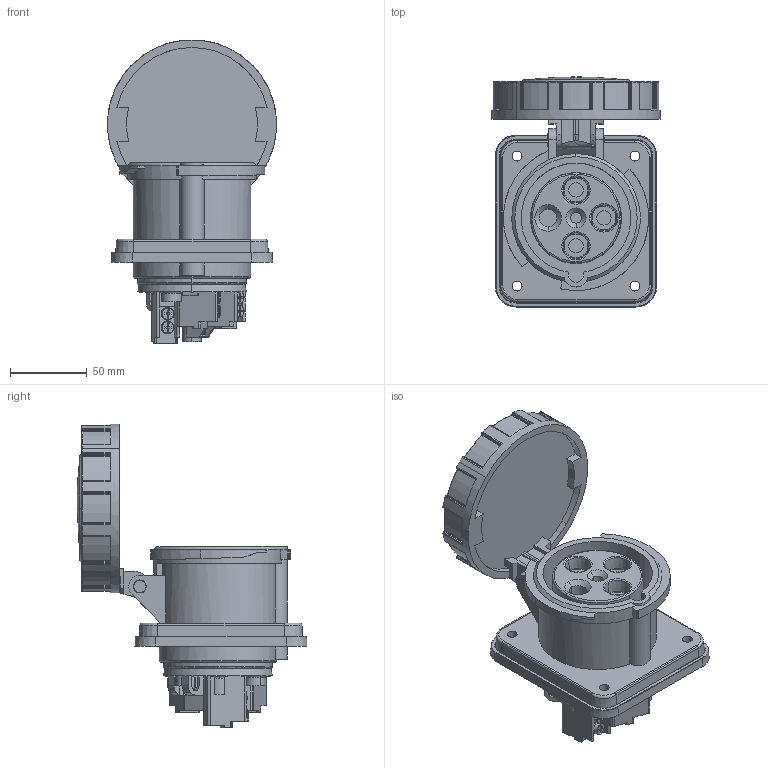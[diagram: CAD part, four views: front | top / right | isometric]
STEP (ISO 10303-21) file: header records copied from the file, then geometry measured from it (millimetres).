
FILE_DESCRIPTION (( 'STEP AP203' ), '1' );
FILE_NAME ('BRY460R9W.step', '2022-08-17T19:42:04', ( '' ), ( '' ), 'SwSTEP 2.0', 'SolidWorks 2021', '' );
FILE_SCHEMA (( 'CONFIG_CONTROL_DESIGN' ));
Length unit declared in the file: millimetre
Products named in the file (1): BRY460R9W
Bounding box: 110.31 x 150.27 x 198.66 mm (x, y, z)
Volume: 649280.1 mm3; surface area: 137182 mm2
Topology: 2 solids, 4 shells, 1749 faces, 4727 edges, 3041 vertices
Faces by surface type: plane 748, cylinder 557, torus 188, bspline 154, cone 98, sphere 4
Entity records: 57628 total; most frequent: CARTESIAN_POINT 14598, ORIENTED_EDGE 9422, DIRECTION 8648, EDGE_CURVE 4711, AXIS2_PLACEMENT_3D 3140, VERTEX_POINT 3041, LINE 2368, VECTOR 2368
